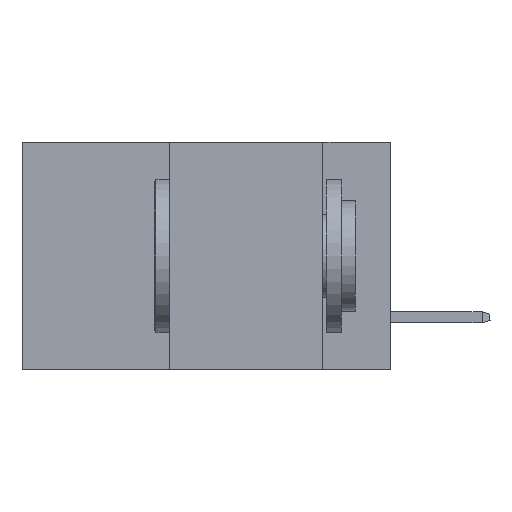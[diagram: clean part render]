
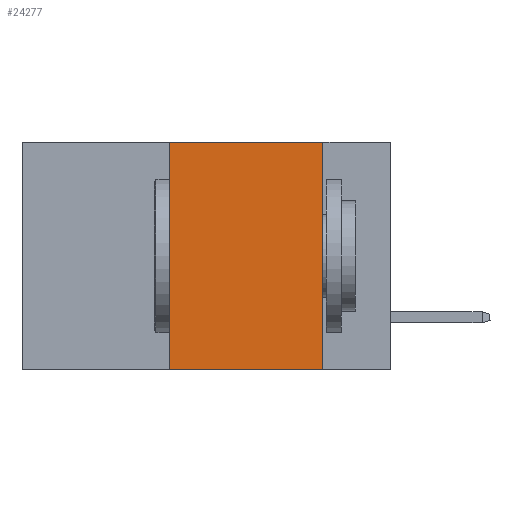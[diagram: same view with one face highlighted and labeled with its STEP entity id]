
A CAD part, left-side view. The second image highlights one B-rep face of the part: STEP entity #24277.
In plain terms, the highlighted planar face has unit normal (-1, 0, 0).
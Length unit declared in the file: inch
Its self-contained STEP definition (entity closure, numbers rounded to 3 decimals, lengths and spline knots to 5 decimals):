
#2144 = CARTESIAN_POINT ( 'NONE',  ( 0., 0.36, 0. ) ) ;
#2313 = EDGE_CURVE ( 'NONE', #9706, #13560, #26335, .T. ) ;
#3462 = AXIS2_PLACEMENT_3D ( 'NONE', #38970, #35152, #46515 ) ;
#3478 = CARTESIAN_POINT ( 'NONE',  ( 0., 0.11, 0. ) ) ;
#4910 = ORIENTED_EDGE ( 'NONE', *, *, #19852, .F. ) ;
#7433 = DIRECTION ( 'NONE',  ( 0., 0., -1. ) ) ;
#7909 = EDGE_CURVE ( 'NONE', #9706, #35374, #47073, .T. ) ;
#9706 = VERTEX_POINT ( 'NONE', #41878 ) ;
#9842 = ORIENTED_EDGE ( 'NONE', *, *, #49324, .F. ) ;
#10020 = CARTESIAN_POINT ( 'NONE',  ( 0., 0.11, -0.37 ) ) ;
#10865 = VECTOR ( 'NONE', #22624, 39.37008 ) ;
#13560 = VERTEX_POINT ( 'NONE', #38614 ) ;
#17065 = ORIENTED_EDGE ( 'NONE', *, *, #7909, .T. ) ;
#19852 = EDGE_CURVE ( 'NONE', #13560, #27633, #20039, .T. ) ;
#19937 = PLANE ( 'NONE',  #3462 ) ;
#20039 = LINE ( 'NONE', #49153, #10865 ) ;
#22624 = DIRECTION ( 'NONE',  ( 0., -1., 0. ) ) ;
#24277 = ADVANCED_FACE ( 'NONE', ( #40082 ), #19937, .F. ) ;
#26335 = LINE ( 'NONE', #2144, #47688 ) ;
#26849 = DIRECTION ( 'NONE',  ( 0., -1., 0. ) ) ;
#26981 = VECTOR ( 'NONE', #7433, 39.37008 ) ;
#27633 = VERTEX_POINT ( 'NONE', #46712 ) ;
#28015 = EDGE_LOOP ( 'NONE', ( #9842, #4910, #48266, #17065 ) ) ;
#30546 = CARTESIAN_POINT ( 'NONE',  ( 0., 0.6, -0.37 ) ) ;
#33034 = DIRECTION ( 'NONE',  ( 0., 0., 1. ) ) ;
#35152 = DIRECTION ( 'NONE',  ( 1., 0., 0. ) ) ;
#35374 = VERTEX_POINT ( 'NONE', #10020 ) ;
#35893 = VECTOR ( 'NONE', #26849, 39.37008 ) ;
#38353 = LINE ( 'NONE', #3478, #26981 ) ;
#38614 = CARTESIAN_POINT ( 'NONE',  ( 0., 0.36, 0. ) ) ;
#38970 = CARTESIAN_POINT ( 'NONE',  ( 0., 0.6, 0. ) ) ;
#40082 = FACE_OUTER_BOUND ( 'NONE', #28015, .T. ) ;
#41878 = CARTESIAN_POINT ( 'NONE',  ( 0., 0.36, -0.37 ) ) ;
#46515 = DIRECTION ( 'NONE',  ( 0., 0., -1. ) ) ;
#46712 = CARTESIAN_POINT ( 'NONE',  ( 0., 0.11, 0. ) ) ;
#47073 = LINE ( 'NONE', #30546, #35893 ) ;
#47688 = VECTOR ( 'NONE', #33034, 39.37008 ) ;
#48266 = ORIENTED_EDGE ( 'NONE', *, *, #2313, .F. ) ;
#49153 = CARTESIAN_POINT ( 'NONE',  ( 0., 0.6, 0. ) ) ;
#49324 = EDGE_CURVE ( 'NONE', #27633, #35374, #38353, .T. ) ;
